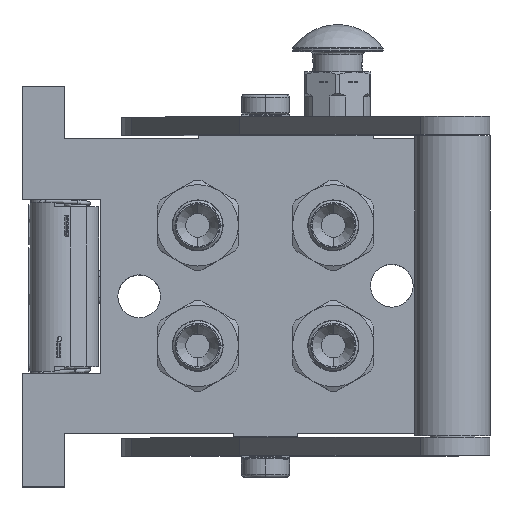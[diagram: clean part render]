
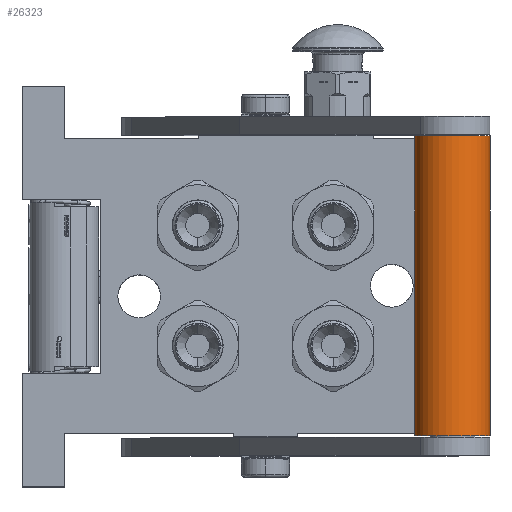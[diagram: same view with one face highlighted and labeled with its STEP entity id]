
A CAD part, top view. The second image highlights one B-rep face of the part: STEP entity #26323.
In plain terms, the highlighted cylindrical face has radius 12.5 mm (diameter 25 mm), a partial arc.
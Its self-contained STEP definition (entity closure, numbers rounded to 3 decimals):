
#3608 = DIRECTION ( 'NONE',  ( -1., 0., 0. ) ) ;
#5846 = VERTEX_POINT ( 'NONE', #65380 ) ;
#7564 = FACE_OUTER_BOUND ( 'NONE', #81377, .T. ) ;
#9079 = DIRECTION ( 'NONE',  ( -1., 0., 0. ) ) ;
#10201 = VECTOR ( 'NONE', #58599, 1000. ) ;
#10621 = VERTEX_POINT ( 'NONE', #65932 ) ;
#14795 = AXIS2_PLACEMENT_3D ( 'NONE', #94114, #3608, #112741 ) ;
#16329 = EDGE_CURVE ( 'NONE', #42305, #5846, #114837, .T. ) ;
#19486 = ORIENTED_EDGE ( 'NONE', *, *, #16329, .F. ) ;
#21105 = CARTESIAN_POINT ( 'NONE',  ( 104., 0., 12.5 ) ) ;
#24542 = ORIENTED_EDGE ( 'NONE', *, *, #33318, .F. ) ;
#26323 = ADVANCED_FACE ( 'NONE', ( #7564 ), #84514, .T. ) ;
#33318 = EDGE_CURVE ( 'NONE', #39851, #42305, #79099, .T. ) ;
#39851 = VERTEX_POINT ( 'NONE', #81624 ) ;
#39854 = DIRECTION ( 'NONE',  ( -1., 0., 0. ) ) ;
#40268 = DIRECTION ( 'NONE',  ( 0., 0., 1. ) ) ;
#42305 = VERTEX_POINT ( 'NONE', #100683 ) ;
#45390 = ORIENTED_EDGE ( 'NONE', *, *, #64238, .T. ) ;
#52086 = DIRECTION ( 'NONE',  ( -1., 0., 0. ) ) ;
#58599 = DIRECTION ( 'NONE',  ( -1., 0., 0. ) ) ;
#62157 = CARTESIAN_POINT ( 'NONE',  ( 104., 0., -12.5 ) ) ;
#64238 = EDGE_CURVE ( 'NONE', #10621, #5846, #98673, .T. ) ;
#65380 = CARTESIAN_POINT ( 'NONE',  ( 4.5, 0., 12.5 ) ) ;
#65932 = CARTESIAN_POINT ( 'NONE',  ( 104., 0., 12.5 ) ) ;
#71743 = CIRCLE ( 'NONE', #76961, 12.5 ) ;
#76961 = AXIS2_PLACEMENT_3D ( 'NONE', #88401, #52086, #115775 ) ;
#77956 = EDGE_CURVE ( 'NONE', #39851, #10621, #71743, .T. ) ;
#79099 = LINE ( 'NONE', #62157, #100491 ) ;
#81377 = EDGE_LOOP ( 'NONE', ( #117656, #45390, #19486, #24542 ) ) ;
#81624 = CARTESIAN_POINT ( 'NONE',  ( 104., 0., -12.5 ) ) ;
#84514 = CYLINDRICAL_SURFACE ( 'NONE', #96500, 12.5 ) ;
#88401 = CARTESIAN_POINT ( 'NONE',  ( 104., 0., 0. ) ) ;
#94114 = CARTESIAN_POINT ( 'NONE',  ( 4.5, 0., 0. ) ) ;
#96500 = AXIS2_PLACEMENT_3D ( 'NONE', #105193, #39854, #40268 ) ;
#98673 = LINE ( 'NONE', #21105, #10201 ) ;
#100491 = VECTOR ( 'NONE', #9079, 1000. ) ;
#100683 = CARTESIAN_POINT ( 'NONE',  ( 4.5, 0., -12.5 ) ) ;
#105193 = CARTESIAN_POINT ( 'NONE',  ( -5.425, 0., 0. ) ) ;
#112741 = DIRECTION ( 'NONE',  ( 0., 0., -1. ) ) ;
#114837 = CIRCLE ( 'NONE', #14795, 12.5 ) ;
#115775 = DIRECTION ( 'NONE',  ( 0., 0., -1. ) ) ;
#117656 = ORIENTED_EDGE ( 'NONE', *, *, #77956, .T. ) ;
